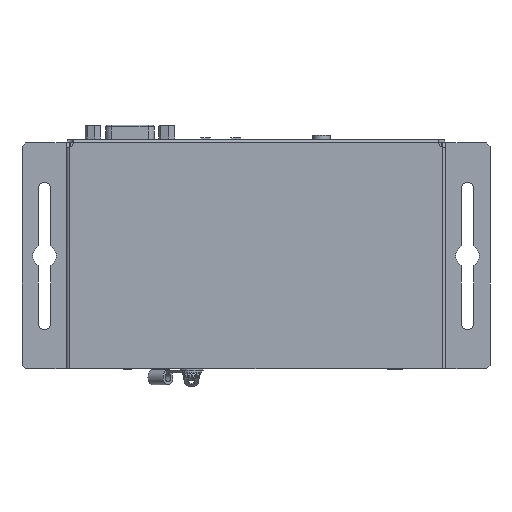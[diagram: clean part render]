
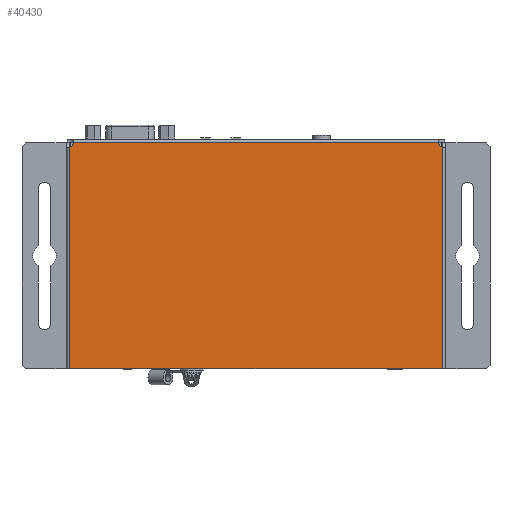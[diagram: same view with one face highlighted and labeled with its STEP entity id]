
A CAD part, front view. The second image highlights one B-rep face of the part: STEP entity #40430.
In plain terms, the highlighted face is planar.
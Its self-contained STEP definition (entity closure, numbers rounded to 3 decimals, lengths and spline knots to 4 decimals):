
#6427 = EDGE_LOOP ( 'NONE', ( #34182, #34083, #31860, #33939, #34151, #34145 ) ) ;
#30777 = CARTESIAN_POINT ( 'NONE',  ( 4.065, 0., -1.508 ) ) ;
#30781 = DIRECTION ( 'NONE',  ( -1., 0., 0. ) ) ;
#30805 = DIRECTION ( 'NONE',  ( 0., 0., 1. ) ) ;
#30837 = DIRECTION ( 'NONE',  ( 0., -1., 0. ) ) ;
#30841 = CARTESIAN_POINT ( 'NONE',  ( 2.51, 0., 1.523 ) ) ;
#31860 = ORIENTED_EDGE ( 'NONE', *, *, #50086, .F. ) ;
#33939 = ORIENTED_EDGE ( 'NONE', *, *, #50372, .T. ) ;
#34083 = ORIENTED_EDGE ( 'NONE', *, *, #50414, .T. ) ;
#34145 = ORIENTED_EDGE ( 'NONE', *, *, #50158, .T. ) ;
#34151 = ORIENTED_EDGE ( 'NONE', *, *, #50227, .F. ) ;
#34182 = ORIENTED_EDGE ( 'NONE', *, *, #50352, .F. ) ;
#37150 = LINE ( 'NONE', #37193, #94353 ) ;
#37187 = DIRECTION ( 'NONE',  ( -1., 0., 0. ) ) ;
#37193 = CARTESIAN_POINT ( 'NONE',  ( 2.465, 0., 1.508 ) ) ;
#37750 = CARTESIAN_POINT ( 'NONE',  ( 2.483, 0., 2.481 ) ) ;
#37758 = DIRECTION ( 'NONE',  ( 0., 0., 1. ) ) ;
#37783 = LINE ( 'NONE', #37750, #93856 ) ;
#37899 = DIRECTION ( 'NONE',  ( 0., -1., 0. ) ) ;
#37904 = CARTESIAN_POINT ( 'NONE',  ( -2.51, 0., 1.523 ) ) ;
#37917 = DIRECTION ( 'NONE',  ( 0., 0., 1. ) ) ;
#37971 = DIRECTION ( 'NONE',  ( 0., 0., -1. ) ) ;
#37978 = CARTESIAN_POINT ( 'NONE',  ( -2.483, 0., 2.481 ) ) ;
#37998 = LINE ( 'NONE', #37978, #94102 ) ;
#40430 = ADVANCED_FACE ( 'NONE', ( #111952 ), #111948, .T. ) ;
#43565 = VERTEX_POINT ( 'NONE', #113696 ) ;
#43637 = VERTEX_POINT ( 'NONE', #113861 ) ;
#43766 = VERTEX_POINT ( 'NONE', #113952 ) ;
#43883 = VERTEX_POINT ( 'NONE', #114000 ) ;
#43889 = VERTEX_POINT ( 'NONE', #114002 ) ;
#44104 = VERTEX_POINT ( 'NONE', #114209 ) ;
#50086 = EDGE_CURVE ( 'NONE', #43889, #43637, #37783, .T. ) ;
#50158 = EDGE_CURVE ( 'NONE', #43883, #43565, #94108, .T. ) ;
#50227 = EDGE_CURVE ( 'NONE', #43883, #44104, #37998, .T. ) ;
#50352 = EDGE_CURVE ( 'NONE', #43766, #43565, #37150, .T. ) ;
#50372 = EDGE_CURVE ( 'NONE', #43889, #44104, #82742, .T. ) ;
#50414 = EDGE_CURVE ( 'NONE', #43766, #43637, #94526, .T. ) ;
#78227 = AXIS2_PLACEMENT_3D ( 'NONE', #111941, #111919, #111937 ) ;
#82742 = LINE ( 'NONE', #30777, #94512 ) ;
#93856 = VECTOR ( 'NONE', #37758, 39.3701 ) ;
#94102 = VECTOR ( 'NONE', #37971, 39.3701 ) ;
#94108 = CIRCLE ( 'NONE', #94115, 0.075 ) ;
#94115 = AXIS2_PLACEMENT_3D ( 'NONE', #37904, #37899, #37917 ) ;
#94353 = VECTOR ( 'NONE', #37187, 39.3701 ) ;
#94512 = VECTOR ( 'NONE', #30781, 39.3701 ) ;
#94526 = CIRCLE ( 'NONE', #94574, 0.075 ) ;
#94574 = AXIS2_PLACEMENT_3D ( 'NONE', #30841, #30837, #30805 ) ;
#111919 = DIRECTION ( 'NONE',  ( 0., 1., 0. ) ) ;
#111937 = DIRECTION ( 'NONE',  ( 0., 0., 1. ) ) ;
#111941 = CARTESIAN_POINT ( 'NONE',  ( 2.465, 0., 2.481 ) ) ;
#111948 = PLANE ( 'NONE',  #78227 ) ;
#111952 = FACE_OUTER_BOUND ( 'NONE', #6427, .T. ) ;
#113696 = CARTESIAN_POINT ( 'NONE',  ( -2.4365, 0., 1.508 ) ) ;
#113861 = CARTESIAN_POINT ( 'NONE',  ( 2.483, 0., 1.453 ) ) ;
#113952 = CARTESIAN_POINT ( 'NONE',  ( 2.4365, 0., 1.508 ) ) ;
#114000 = CARTESIAN_POINT ( 'NONE',  ( -2.483, 0., 1.453 ) ) ;
#114002 = CARTESIAN_POINT ( 'NONE',  ( 2.483, 0., -1.508 ) ) ;
#114209 = CARTESIAN_POINT ( 'NONE',  ( -2.483, 0., -1.508 ) ) ;
